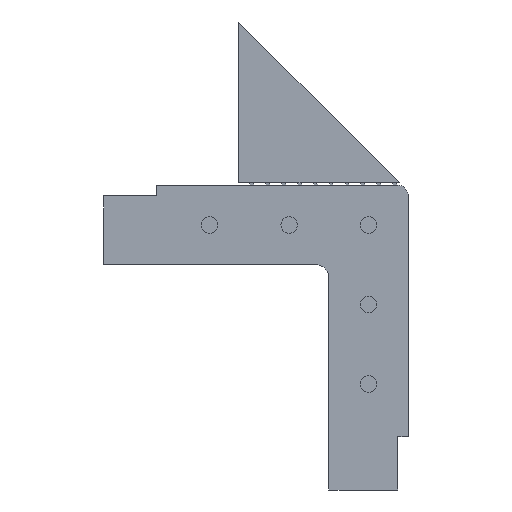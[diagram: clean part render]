
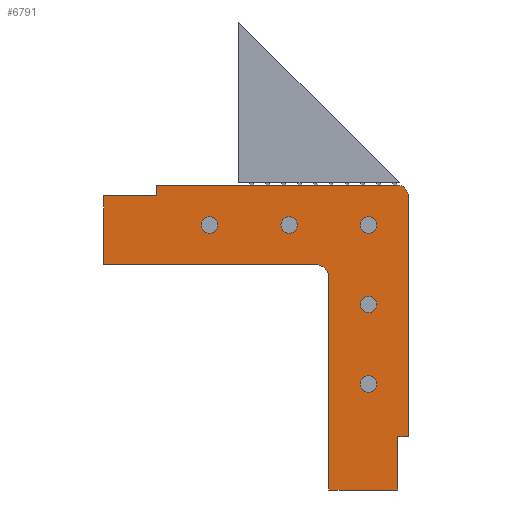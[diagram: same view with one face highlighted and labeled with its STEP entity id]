
A CAD part, front view. The second image highlights one B-rep face of the part: STEP entity #6791.
In plain terms, the highlighted planar face has unit normal (0, -1, 0).
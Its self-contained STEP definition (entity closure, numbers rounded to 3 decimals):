
#199=FACE_BOUND('',#1216,.T.);
#200=FACE_BOUND('',#1217,.T.);
#201=FACE_BOUND('',#1218,.T.);
#202=FACE_BOUND('',#1219,.T.);
#203=FACE_BOUND('',#1220,.T.);
#356=PLANE('',#7575);
#758=FACE_OUTER_BOUND('',#1215,.T.);
#1215=EDGE_LOOP('',(#6091,#6092,#6093,#6094,#6095,#6096,#6097,#6098,#6099,
#6100,#6101,#6102));
#1216=EDGE_LOOP('',(#6103));
#1217=EDGE_LOOP('',(#6104));
#1218=EDGE_LOOP('',(#6105));
#1219=EDGE_LOOP('',(#6106));
#1220=EDGE_LOOP('',(#6107));
#1276=LINE('',#9826,#1878);
#1386=LINE('',#10184,#1988);
#1546=LINE('',#10536,#2148);
#1819=LINE('',#11604,#2421);
#1820=LINE('',#11606,#2422);
#1821=LINE('',#11608,#2423);
#1822=LINE('',#11610,#2424);
#1823=LINE('',#11613,#2425);
#1824=LINE('',#11615,#2426);
#1825=LINE('',#11616,#2427);
#1878=VECTOR('',#7661,10.);
#1988=VECTOR('',#7949,10.);
#2148=VECTOR('',#8233,10.);
#2421=VECTOR('',#9654,10.);
#2422=VECTOR('',#9655,10.);
#2423=VECTOR('',#9656,10.);
#2424=VECTOR('',#9657,10.);
#2425=VECTOR('',#9660,10.);
#2426=VECTOR('',#9661,10.);
#2427=VECTOR('',#9662,10.);
#2775=CIRCLE('',#7576,5.);
#2776=CIRCLE('',#7577,4.);
#2777=CIRCLE('',#7578,3.1);
#2778=CIRCLE('',#7579,3.1);
#2779=CIRCLE('',#7580,3.1);
#2780=CIRCLE('',#7581,3.1);
#2781=CIRCLE('',#7582,3.1);
#2815=VERTEX_POINT('',#9823);
#2816=VERTEX_POINT('',#9825);
#2974=VERTEX_POINT('',#10181);
#2975=VERTEX_POINT('',#10183);
#3104=VERTEX_POINT('',#10533);
#3105=VERTEX_POINT('',#10535);
#3326=VERTEX_POINT('',#11603);
#3327=VERTEX_POINT('',#11605);
#3328=VERTEX_POINT('',#11607);
#3329=VERTEX_POINT('',#11609);
#3330=VERTEX_POINT('',#11612);
#3331=VERTEX_POINT('',#11614);
#3332=VERTEX_POINT('',#11617);
#3333=VERTEX_POINT('',#11619);
#3334=VERTEX_POINT('',#11621);
#3335=VERTEX_POINT('',#11623);
#3336=VERTEX_POINT('',#11625);
#3380=EDGE_CURVE('',#2815,#2816,#1276,.T.);
#3559=EDGE_CURVE('',#2974,#2975,#1386,.T.);
#3735=EDGE_CURVE('',#3104,#3105,#1546,.T.);
#4263=EDGE_CURVE('',#2816,#2974,#2775,.T.);
#4264=EDGE_CURVE('',#3326,#2815,#1819,.T.);
#4265=EDGE_CURVE('',#3327,#3326,#1820,.T.);
#4266=EDGE_CURVE('',#3328,#3327,#1821,.T.);
#4267=EDGE_CURVE('',#3329,#3328,#1822,.T.);
#4268=EDGE_CURVE('',#3105,#3329,#2776,.T.);
#4269=EDGE_CURVE('',#3330,#3104,#1823,.T.);
#4270=EDGE_CURVE('',#3331,#3330,#1824,.T.);
#4271=EDGE_CURVE('',#2975,#3331,#1825,.T.);
#4272=EDGE_CURVE('',#3332,#3332,#2777,.T.);
#4273=EDGE_CURVE('',#3333,#3333,#2778,.T.);
#4274=EDGE_CURVE('',#3334,#3334,#2779,.T.);
#4275=EDGE_CURVE('',#3335,#3335,#2780,.T.);
#4276=EDGE_CURVE('',#3336,#3336,#2781,.T.);
#6091=ORIENTED_EDGE('',*,*,#4263,.F.);
#6092=ORIENTED_EDGE('',*,*,#3380,.F.);
#6093=ORIENTED_EDGE('',*,*,#4264,.F.);
#6094=ORIENTED_EDGE('',*,*,#4265,.F.);
#6095=ORIENTED_EDGE('',*,*,#4266,.F.);
#6096=ORIENTED_EDGE('',*,*,#4267,.F.);
#6097=ORIENTED_EDGE('',*,*,#4268,.F.);
#6098=ORIENTED_EDGE('',*,*,#3735,.F.);
#6099=ORIENTED_EDGE('',*,*,#4269,.F.);
#6100=ORIENTED_EDGE('',*,*,#4270,.F.);
#6101=ORIENTED_EDGE('',*,*,#4271,.F.);
#6102=ORIENTED_EDGE('',*,*,#3559,.F.);
#6103=ORIENTED_EDGE('',*,*,#4272,.F.);
#6104=ORIENTED_EDGE('',*,*,#4273,.F.);
#6105=ORIENTED_EDGE('',*,*,#4274,.F.);
#6106=ORIENTED_EDGE('',*,*,#4275,.F.);
#6107=ORIENTED_EDGE('',*,*,#4276,.F.);
#6791=ADVANCED_FACE('',(#758,#199,#200,#201,#202,#203),#356,.F.);
#7575=AXIS2_PLACEMENT_3D('',#11601,#9650,#9651);
#7576=AXIS2_PLACEMENT_3D('',#11602,#9652,#9653);
#7577=AXIS2_PLACEMENT_3D('',#11611,#9658,#9659);
#7578=AXIS2_PLACEMENT_3D('',#11618,#9663,#9664);
#7579=AXIS2_PLACEMENT_3D('',#11620,#9665,#9666);
#7580=AXIS2_PLACEMENT_3D('',#11622,#9667,#9668);
#7581=AXIS2_PLACEMENT_3D('',#11624,#9669,#9670);
#7582=AXIS2_PLACEMENT_3D('',#11626,#9671,#9672);
#7661=DIRECTION('',(0.,0.,1.));
#7949=DIRECTION('',(-1.,0.,0.));
#8233=DIRECTION('',(1.,0.,0.));
#9650=DIRECTION('center_axis',(0.,1.,0.));
#9651=DIRECTION('ref_axis',(0.,0.,1.));
#9652=DIRECTION('center_axis',(0.,-1.,0.));
#9653=DIRECTION('ref_axis',(0.,0.,-1.));
#9654=DIRECTION('',(-1.,0.,0.));
#9655=DIRECTION('',(0.,0.,-1.));
#9656=DIRECTION('',(-1.,0.,0.));
#9657=DIRECTION('',(0.,0.,-1.));
#9658=DIRECTION('center_axis',(0.,1.,0.));
#9659=DIRECTION('ref_axis',(-1.,0.,0.));
#9660=DIRECTION('',(0.,0.,1.));
#9661=DIRECTION('',(1.,0.,0.));
#9662=DIRECTION('',(0.,0.,1.));
#9663=DIRECTION('center_axis',(0.,-1.,0.));
#9664=DIRECTION('ref_axis',(-1.,0.,0.));
#9665=DIRECTION('center_axis',(0.,-1.,0.));
#9666=DIRECTION('ref_axis',(-1.,0.,0.));
#9667=DIRECTION('center_axis',(0.,-1.,0.));
#9668=DIRECTION('ref_axis',(-1.,0.,0.));
#9669=DIRECTION('center_axis',(0.,-1.,0.));
#9670=DIRECTION('ref_axis',(-1.,0.,0.));
#9671=DIRECTION('center_axis',(0.,-1.,0.));
#9672=DIRECTION('ref_axis',(-1.,0.,0.));
#9823=CARTESIAN_POINT('',(0.,150.,-85.));
#9825=CARTESIAN_POINT('',(0.,150.,-5.));
#9826=CARTESIAN_POINT('',(0.,150.,-42.5));
#10181=CARTESIAN_POINT('',(-5.,150.,0.));
#10183=CARTESIAN_POINT('',(-85.,150.,0.));
#10184=CARTESIAN_POINT('',(-2.5,150.,0.));
#10533=CARTESIAN_POINT('',(-65.,150.,30.));
#10535=CARTESIAN_POINT('',(26.,150.,30.));
#10536=CARTESIAN_POINT('',(-32.5,150.,30.));
#11601=CARTESIAN_POINT('Origin',(0.,150.,0.));
#11602=CARTESIAN_POINT('Origin',(-5.,150.,-5.));
#11603=CARTESIAN_POINT('',(26.,150.,-85.));
#11604=CARTESIAN_POINT('',(13.,150.,-85.));
#11605=CARTESIAN_POINT('',(26.,150.,-65.));
#11606=CARTESIAN_POINT('',(26.,150.,-32.5));
#11607=CARTESIAN_POINT('',(30.,150.,-65.));
#11608=CARTESIAN_POINT('',(15.,150.,-65.));
#11609=CARTESIAN_POINT('',(30.,150.,26.));
#11610=CARTESIAN_POINT('',(30.,150.,13.));
#11611=CARTESIAN_POINT('Origin',(26.,150.,26.));
#11612=CARTESIAN_POINT('',(-65.,150.,26.));
#11613=CARTESIAN_POINT('',(-65.,150.,13.));
#11614=CARTESIAN_POINT('',(-85.,150.,26.));
#11615=CARTESIAN_POINT('',(-42.5,150.,26.));
#11616=CARTESIAN_POINT('',(-85.,150.,0.));
#11617=CARTESIAN_POINT('',(18.1,150.,-45.));
#11618=CARTESIAN_POINT('Origin',(15.,150.,-45.));
#11619=CARTESIAN_POINT('',(18.1,150.,-15.));
#11620=CARTESIAN_POINT('Origin',(15.,150.,-15.));
#11621=CARTESIAN_POINT('',(18.1,150.,15.));
#11622=CARTESIAN_POINT('Origin',(15.,150.,15.));
#11623=CARTESIAN_POINT('',(-41.9,150.,15.));
#11624=CARTESIAN_POINT('Origin',(-45.,150.,15.));
#11625=CARTESIAN_POINT('',(-11.9,150.,15.));
#11626=CARTESIAN_POINT('Origin',(-15.,150.,15.));
